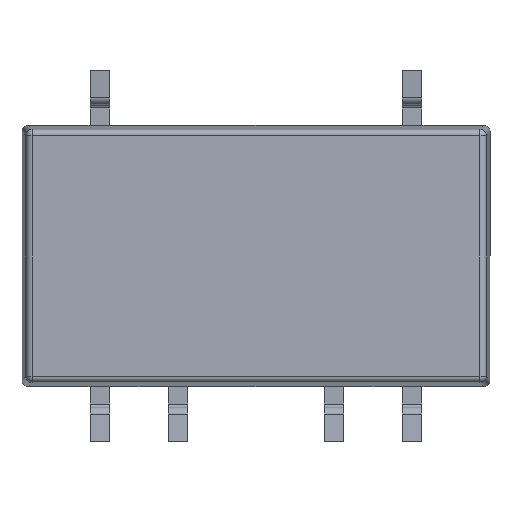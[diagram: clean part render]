
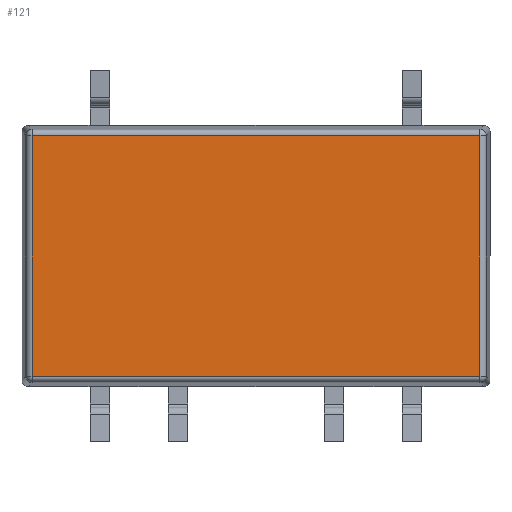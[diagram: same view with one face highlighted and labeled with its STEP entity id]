
A CAD part, front view. The second image highlights one B-rep face of the part: STEP entity #121.
In plain terms, the highlighted planar face has unit normal (0, -1, 0).
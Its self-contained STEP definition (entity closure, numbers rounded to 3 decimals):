
#7 = PLANE ( 'NONE',  #5069 ) ;
#13 = VECTOR ( 'NONE', #182, 1000. ) ;
#121 = ADVANCED_FACE ( 'NONE', ( #3912 ), #7, .F. ) ;
#182 = DIRECTION ( 'NONE',  ( 1., 0., 0. ) ) ;
#233 = ORIENTED_EDGE ( 'NONE', *, *, #3345, .T. ) ;
#236 = CARTESIAN_POINT ( 'NONE',  ( 7.484, -2.6, -3.924 ) ) ;
#260 = CARTESIAN_POINT ( 'NONE',  ( 7.294, -2.6, 4.114 ) ) ;
#303 = LINE ( 'NONE', #2477, #3061 ) ;
#411 = VECTOR ( 'NONE', #713, 1000. ) ;
#619 = VERTEX_POINT ( 'NONE', #2824 ) ;
#713 = DIRECTION ( 'NONE',  ( 0., 0., -1. ) ) ;
#1235 = DIRECTION ( 'NONE',  ( 0., 0., 1. ) ) ;
#1669 = CARTESIAN_POINT ( 'NONE',  ( -7.62, -2.6, 4.25 ) ) ;
#1755 = DIRECTION ( 'NONE',  ( -1., 0., 0. ) ) ;
#1800 = LINE ( 'NONE', #260, #3942 ) ;
#1949 = CARTESIAN_POINT ( 'NONE',  ( -7.294, -2.6, -4.114 ) ) ;
#1950 = VERTEX_POINT ( 'NONE', #4951 ) ;
#2331 = EDGE_CURVE ( 'NONE', #619, #3058, #4351, .T. ) ;
#2477 = CARTESIAN_POINT ( 'NONE',  ( -7.484, -2.6, 3.924 ) ) ;
#2733 = VERTEX_POINT ( 'NONE', #4312 ) ;
#2824 = CARTESIAN_POINT ( 'NONE',  ( -7.294, -2.6, -3.924 ) ) ;
#2978 = CARTESIAN_POINT ( 'NONE',  ( 7.294, -2.6, -3.924 ) ) ;
#3058 = VERTEX_POINT ( 'NONE', #2978 ) ;
#3061 = VECTOR ( 'NONE', #1755, 1000. ) ;
#3210 = EDGE_LOOP ( 'NONE', ( #4708, #3315, #233, #4271 ) ) ;
#3266 = DIRECTION ( 'NONE',  ( 0., 1., 0. ) ) ;
#3315 = ORIENTED_EDGE ( 'NONE', *, *, #4010, .T. ) ;
#3345 = EDGE_CURVE ( 'NONE', #2733, #619, #4957, .T. ) ;
#3868 = DIRECTION ( 'NONE',  ( 0., 0., 1. ) ) ;
#3912 = FACE_OUTER_BOUND ( 'NONE', #3210, .T. ) ;
#3942 = VECTOR ( 'NONE', #3868, 1000. ) ;
#4010 = EDGE_CURVE ( 'NONE', #1950, #2733, #303, .T. ) ;
#4107 = EDGE_CURVE ( 'NONE', #3058, #1950, #1800, .T. ) ;
#4271 = ORIENTED_EDGE ( 'NONE', *, *, #2331, .T. ) ;
#4312 = CARTESIAN_POINT ( 'NONE',  ( -7.294, -2.6, 3.924 ) ) ;
#4351 = LINE ( 'NONE', #236, #13 ) ;
#4708 = ORIENTED_EDGE ( 'NONE', *, *, #4107, .T. ) ;
#4951 = CARTESIAN_POINT ( 'NONE',  ( 7.294, -2.6, 3.924 ) ) ;
#4957 = LINE ( 'NONE', #1949, #411 ) ;
#5069 = AXIS2_PLACEMENT_3D ( 'NONE', #1669, #3266, #1235 ) ;
